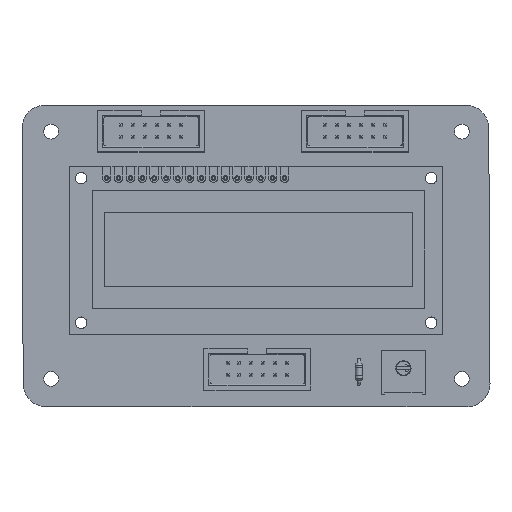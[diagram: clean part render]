
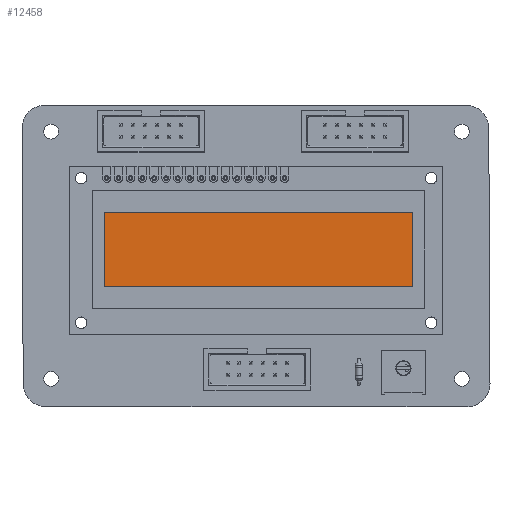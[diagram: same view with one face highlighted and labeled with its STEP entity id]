
A CAD part, top view. The second image highlights one B-rep face of the part: STEP entity #12458.
In plain terms, the highlighted planar face has unit normal (0, 0, 1).
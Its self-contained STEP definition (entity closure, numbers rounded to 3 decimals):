
#12368 = VERTEX_POINT('',#12369);
#12369 = CARTESIAN_POINT('',(73.55,-9.8,4.9));
#12375 = EDGE_CURVE('',#12376,#12368,#12378,.T.);
#12376 = VERTEX_POINT('',#12377);
#12377 = CARTESIAN_POINT('',(73.55,-25.8,4.9));
#12378 = LINE('',#12379,#12380);
#12379 = CARTESIAN_POINT('',(73.55,-25.8,4.9));
#12380 = VECTOR('',#12381,1.);
#12381 = DIRECTION('',(0.,1.,0.));
#12399 = VERTEX_POINT('',#12400);
#12400 = CARTESIAN_POINT('',(7.55,-9.8,4.9));
#12406 = EDGE_CURVE('',#12368,#12399,#12407,.T.);
#12407 = LINE('',#12408,#12409);
#12408 = CARTESIAN_POINT('',(73.55,-9.8,4.9));
#12409 = VECTOR('',#12410,1.);
#12410 = DIRECTION('',(-1.,0.,0.));
#12423 = VERTEX_POINT('',#12424);
#12424 = CARTESIAN_POINT('',(7.55,-25.8,4.9));
#12430 = EDGE_CURVE('',#12399,#12423,#12431,.T.);
#12431 = LINE('',#12432,#12433);
#12432 = CARTESIAN_POINT('',(7.55,-9.8,4.9));
#12433 = VECTOR('',#12434,1.);
#12434 = DIRECTION('',(0.,-1.,0.));
#12447 = EDGE_CURVE('',#12423,#12376,#12448,.T.);
#12448 = LINE('',#12449,#12450);
#12449 = CARTESIAN_POINT('',(7.55,-25.8,4.9));
#12450 = VECTOR('',#12451,1.);
#12451 = DIRECTION('',(1.,0.,0.));
#12458 = ADVANCED_FACE('',(#12459),#12465,.T.);
#12459 = FACE_BOUND('',#12460,.T.);
#12460 = EDGE_LOOP('',(#12461,#12462,#12463,#12464));
#12461 = ORIENTED_EDGE('',*,*,#12375,.T.);
#12462 = ORIENTED_EDGE('',*,*,#12406,.T.);
#12463 = ORIENTED_EDGE('',*,*,#12430,.T.);
#12464 = ORIENTED_EDGE('',*,*,#12447,.T.);
#12465 = PLANE('',#12466);
#12466 = AXIS2_PLACEMENT_3D('',#12467,#12468,#12469);
#12467 = CARTESIAN_POINT('',(0.,0.,4.9));
#12468 = DIRECTION('',(0.,0.,1.));
#12469 = DIRECTION('',(1.,0.,-0.));
